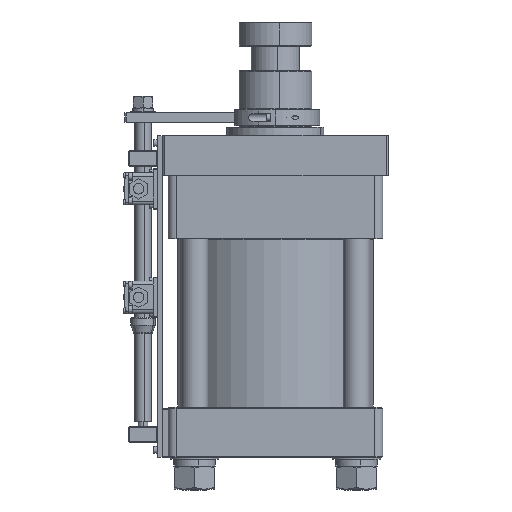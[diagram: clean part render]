
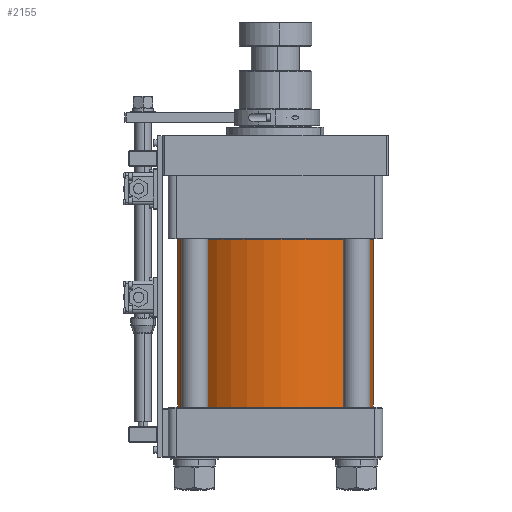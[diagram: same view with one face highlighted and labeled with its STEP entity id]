
A CAD part, left-side view. The second image highlights one B-rep face of the part: STEP entity #2155.
In plain terms, the highlighted cylindrical face has radius 121 mm (diameter 242 mm), a partial arc.
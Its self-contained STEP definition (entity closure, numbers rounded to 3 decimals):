
#2100 = VERTEX_POINT ( 'NONE', #12725 ) ;
#2103 = VERTEX_POINT ( 'NONE', #12862 ) ;
#2109 = EDGE_LOOP ( 'NONE', ( #2208, #2186, #2156, #2163 ) ) ;
#2155 = ADVANCED_FACE ( 'NONE', ( #12865 ), #12878, .T. ) ;
#2156 = ORIENTED_EDGE ( 'NONE', *, *, #2157, .F. ) ;
#2157 = EDGE_CURVE ( 'NONE', #2198, #2201, #12995, .T. ) ;
#2161 = EDGE_CURVE ( 'NONE', #2100, #2198, #12944, .T. ) ;
#2163 = ORIENTED_EDGE ( 'NONE', *, *, #2161, .F. ) ;
#2186 = ORIENTED_EDGE ( 'NONE', *, *, #2200, .T. ) ;
#2189 = EDGE_CURVE ( 'NONE', #2100, #2103, #11871, .T. ) ;
#2198 = VERTEX_POINT ( 'NONE', #13123 ) ;
#2200 = EDGE_CURVE ( 'NONE', #2103, #2201, #13116, .T. ) ;
#2201 = VERTEX_POINT ( 'NONE', #13118 ) ;
#2208 = ORIENTED_EDGE ( 'NONE', *, *, #2189, .T. ) ;
#11869 = CARTESIAN_POINT ( 'NONE',  ( 6568.127, -17369.164, 0. ) ) ;
#11871 = CIRCLE ( 'NONE', #11884, 121. ) ;
#11876 = DIRECTION ( 'NONE',  ( 0., 0., 1. ) ) ;
#11877 = DIRECTION ( 'NONE',  ( -1., 0., 0. ) ) ;
#11884 = AXIS2_PLACEMENT_3D ( 'NONE', #11869, #11877, #11876 ) ;
#12725 = CARTESIAN_POINT ( 'NONE',  ( 6568.127, -17369.164, 121. ) ) ;
#12862 = CARTESIAN_POINT ( 'NONE',  ( 6568.127, -17369.164, -121. ) ) ;
#12865 = FACE_OUTER_BOUND ( 'NONE', #2109, .T. ) ;
#12868 = AXIS2_PLACEMENT_3D ( 'NONE', #12913, #12997, #12991 ) ;
#12878 = CYLINDRICAL_SURFACE ( 'NONE', #12868, 121. ) ;
#12886 = CARTESIAN_POINT ( 'NONE',  ( 6361.127, -17369.164, 0. ) ) ;
#12913 = CARTESIAN_POINT ( 'NONE',  ( 6352.458, -17369.164, 0. ) ) ;
#12941 = DIRECTION ( 'NONE',  ( -1., 0., 0. ) ) ;
#12943 = VECTOR ( 'NONE', #12941, 1000. ) ;
#12944 = LINE ( 'NONE', #12955, #12943 ) ;
#12955 = CARTESIAN_POINT ( 'NONE',  ( 6352.458, -17369.164, 121. ) ) ;
#12962 = DIRECTION ( 'NONE',  ( 0., 0., 1. ) ) ;
#12963 = DIRECTION ( 'NONE',  ( -1., 0., 0. ) ) ;
#12973 = AXIS2_PLACEMENT_3D ( 'NONE', #12886, #12963, #12962 ) ;
#12991 = DIRECTION ( 'NONE',  ( 0., 0., 1. ) ) ;
#12995 = CIRCLE ( 'NONE', #12973, 121. ) ;
#12997 = DIRECTION ( 'NONE',  ( -1., 0., 0. ) ) ;
#13111 = DIRECTION ( 'NONE',  ( -1., 0., 0. ) ) ;
#13112 = VECTOR ( 'NONE', #13111, 1000. ) ;
#13114 = CARTESIAN_POINT ( 'NONE',  ( 6352.458, -17369.164, -121. ) ) ;
#13116 = LINE ( 'NONE', #13114, #13112 ) ;
#13118 = CARTESIAN_POINT ( 'NONE',  ( 6361.127, -17369.164, -121. ) ) ;
#13123 = CARTESIAN_POINT ( 'NONE',  ( 6361.127, -17369.164, 121. ) ) ;
